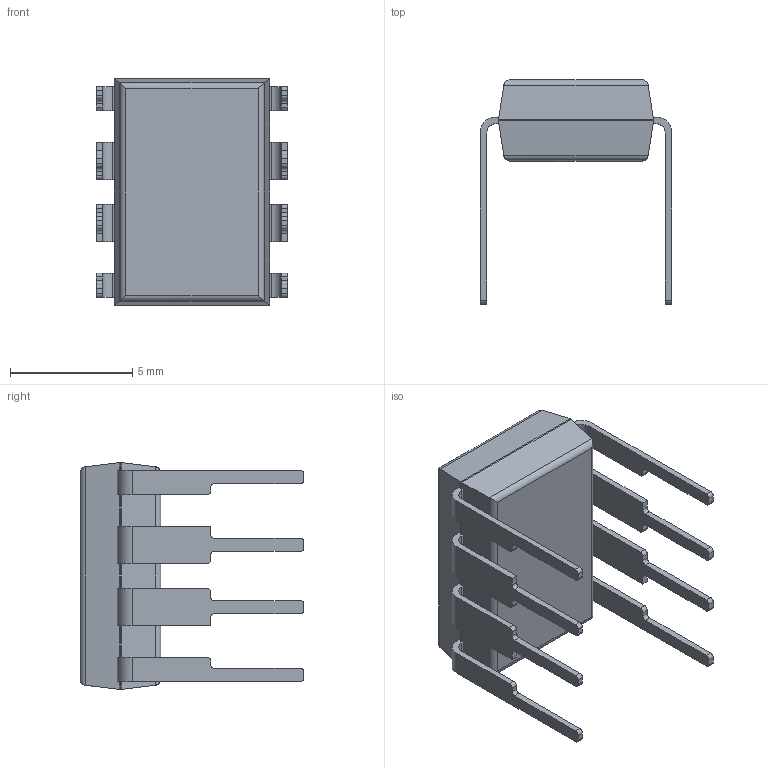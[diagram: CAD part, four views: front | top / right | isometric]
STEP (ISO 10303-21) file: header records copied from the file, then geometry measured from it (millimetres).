
FILE_DESCRIPTION (( 'STEP AP214' ),'1' );
FILE_NAME ('ATtiny85.STEP','2015-01-22T03:07:28',( '' ),( '' ),'SwSTEP 2.0','SolidWorks 2014','' );
FILE_SCHEMA (( 'AUTOMOTIVE_DESIGN' ));
Length unit declared in the file: millimetre
Products named in the file (1): ATtiny85
Bounding box: 7.81 x 9.15 x 9.27 mm (x, y, z)
Volume: 194.3 mm3; surface area: 348.5 mm2
Topology: 1 solids, 1 shells, 268 faces, 764 edges, 509 vertices
Faces by surface type: plane 165, cylinder 85, bspline 18
Entity records: 7681 total; most frequent: CARTESIAN_POINT 1728, ORIENTED_EDGE 1528, EDGE_CURVE 764, VERTEX_POINT 509, LINE 479, AXIS2_PLACEMENT_3D 308, EDGE_LOOP 279, MECHANICAL_DESIGN_GEOMETRIC_PRESENTATION_REPRESENTATION 270
